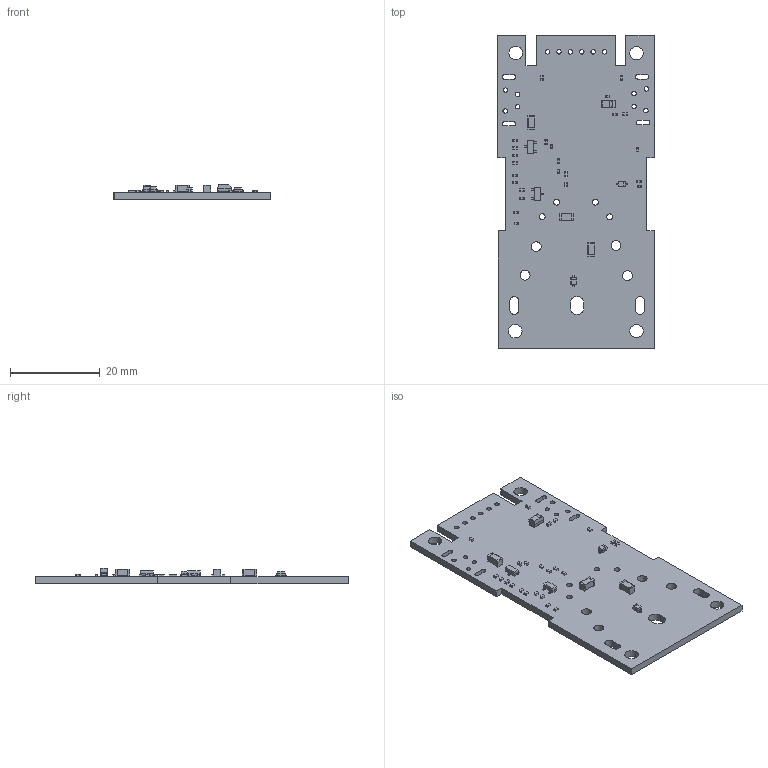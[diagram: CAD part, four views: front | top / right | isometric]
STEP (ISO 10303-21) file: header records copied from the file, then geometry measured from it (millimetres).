
FILE_DESCRIPTION(('KiCad electronic assembly'),'2;1');
FILE_NAME('Modbus_IO_Board.step','2021-10-20T15:25:21',('An Author'),( 'A Company'),'Open CASCADE STEP processor 6.9', 'KiCad to STEP converter','Unknown');
FILE_SCHEMA(('AUTOMOTIVE_DESIGN { 1 0 10303 214 1 1 1 1 }'));
Length unit declared in the file: millimetre
Products named in the file (16): Open CASCADE STEP translator 6.9 1; CP_EIA-3216-18_Kemet-A; SOLID; C_0402_1005Metric; R_0402_1005Metric; D_SOD-323; SOT-23; L_1206_3216Metric; C_1206_3216Metric; COMPOUND
Assembly tree (40 placements, depth 3):
  Open CASCADE STEP translator 6.9 1
    CP_EIA-3216-18_Kemet-A
      SOLID
    C_0402_1005Metric  x10
      SOLID
    R_0402_1005Metric  x14
      SOLID
    D_SOD-323  x2
      SOLID
    SOT-23  x2
      SOLID
    L_1206_3216Metric
      SOLID
    C_1206_3216Metric  x2
      SOLID
    COMPOUND
Bounding box: 34.81 x 69.81 x 3.45 mm (x, y, z)
Volume: 3647.4 mm3; surface area: 5403.1 mm2
Topology: 33 solids, 33 shells, 1136 faces, 2904 edges, 1864 vertices
Faces by surface type: plane 668, cylinder 353, bspline 115
Full cylindrical faces by diameter (mm): 1 x14, 1.3 x4, 2.2 x4, 3 x4
Entity records: 29425 total; most frequent: CARTESIAN_POINT 7889, DIRECTION 3461, LINE 2248, VECTOR 2248, ORIENTED_EDGE 1928, PCURVE 1928, DEFINITIONAL_REPRESENTATION 1928, EDGE_CURVE 964
